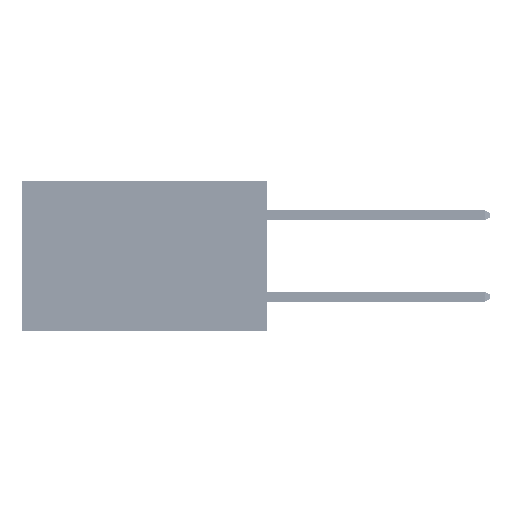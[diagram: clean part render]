
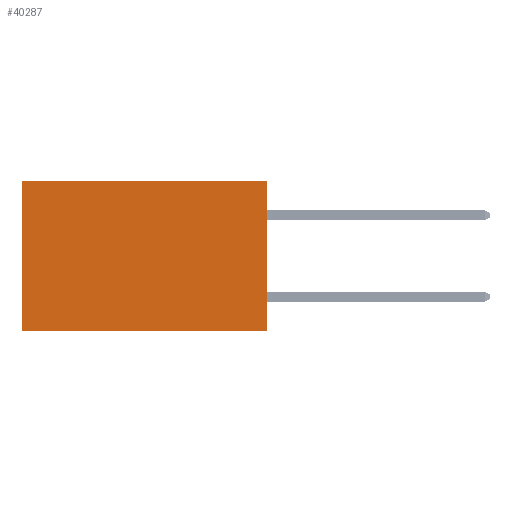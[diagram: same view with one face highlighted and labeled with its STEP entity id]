
A CAD part, left-side view. The second image highlights one B-rep face of the part: STEP entity #40287.
In plain terms, the highlighted planar face has unit normal (-1, 0, 0).
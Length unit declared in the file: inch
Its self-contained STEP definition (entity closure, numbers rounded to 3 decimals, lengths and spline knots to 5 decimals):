
#3881 = AXIS2_PLACEMENT_3D ( 'NONE', #47558, #51556, #31158 ) ;
#3957 = CARTESIAN_POINT ( 'NONE',  ( 0.2875, 0.6, 0. ) ) ;
#5196 = DIRECTION ( 'NONE',  ( 0., 0., -1. ) ) ;
#7291 = ORIENTED_EDGE ( 'NONE', *, *, #19152, .T. ) ;
#7935 = VECTOR ( 'NONE', #5196, 39.37008 ) ;
#10118 = DIRECTION ( 'NONE',  ( 0., 1., 0. ) ) ;
#13751 = CARTESIAN_POINT ( 'NONE',  ( 0.2875, 0., -0.37 ) ) ;
#17788 = VERTEX_POINT ( 'NONE', #18660 ) ;
#18270 = CARTESIAN_POINT ( 'NONE',  ( 0.2875, 0., 0. ) ) ;
#18289 = EDGE_CURVE ( 'NONE', #25195, #17788, #51554, .T. ) ;
#18660 = CARTESIAN_POINT ( 'NONE',  ( 0.2875, 0., -0.37 ) ) ;
#18875 = CARTESIAN_POINT ( 'NONE',  ( 0.2875, 0.6, -0.37 ) ) ;
#19152 = EDGE_CURVE ( 'NONE', #25195, #32682, #40256, .T. ) ;
#22281 = DIRECTION ( 'NONE',  ( 0., 1., 0. ) ) ;
#25195 = VERTEX_POINT ( 'NONE', #27737 ) ;
#27140 = VECTOR ( 'NONE', #22281, 39.37008 ) ;
#27737 = CARTESIAN_POINT ( 'NONE',  ( 0.2875, 0., 0. ) ) ;
#28002 = PLANE ( 'NONE',  #3881 ) ;
#29333 = VECTOR ( 'NONE', #10118, 39.37008 ) ;
#29793 = LINE ( 'NONE', #49096, #33547 ) ;
#31158 = DIRECTION ( 'NONE',  ( 0., 0., -1. ) ) ;
#31179 = LINE ( 'NONE', #13751, #29333 ) ;
#32231 = FACE_OUTER_BOUND ( 'NONE', #33187, .T. ) ;
#32682 = VERTEX_POINT ( 'NONE', #3957 ) ;
#33187 = EDGE_LOOP ( 'NONE', ( #37287, #41382, #43262, #7291 ) ) ;
#33547 = VECTOR ( 'NONE', #40917, 39.37008 ) ;
#36470 = EDGE_CURVE ( 'NONE', #32682, #46880, #29793, .T. ) ;
#37287 = ORIENTED_EDGE ( 'NONE', *, *, #36470, .T. ) ;
#40256 = LINE ( 'NONE', #18270, #27140 ) ;
#40287 = ADVANCED_FACE ( 'NONE', ( #32231 ), #28002, .F. ) ;
#40917 = DIRECTION ( 'NONE',  ( 0., 0., -1. ) ) ;
#41382 = ORIENTED_EDGE ( 'NONE', *, *, #44086, .F. ) ;
#43262 = ORIENTED_EDGE ( 'NONE', *, *, #18289, .F. ) ;
#44086 = EDGE_CURVE ( 'NONE', #17788, #46880, #31179, .T. ) ;
#45405 = CARTESIAN_POINT ( 'NONE',  ( 0.2875, 0., 0. ) ) ;
#46880 = VERTEX_POINT ( 'NONE', #18875 ) ;
#47558 = CARTESIAN_POINT ( 'NONE',  ( 0.2875, 0., 0. ) ) ;
#49096 = CARTESIAN_POINT ( 'NONE',  ( 0.2875, 0.6, 0. ) ) ;
#51554 = LINE ( 'NONE', #45405, #7935 ) ;
#51556 = DIRECTION ( 'NONE',  ( 1., 0., 0. ) ) ;
